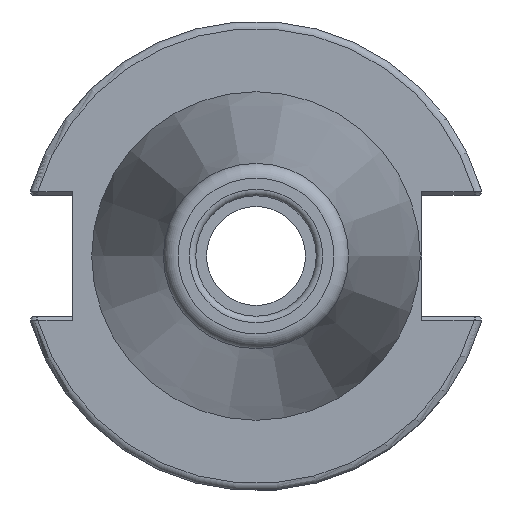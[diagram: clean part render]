
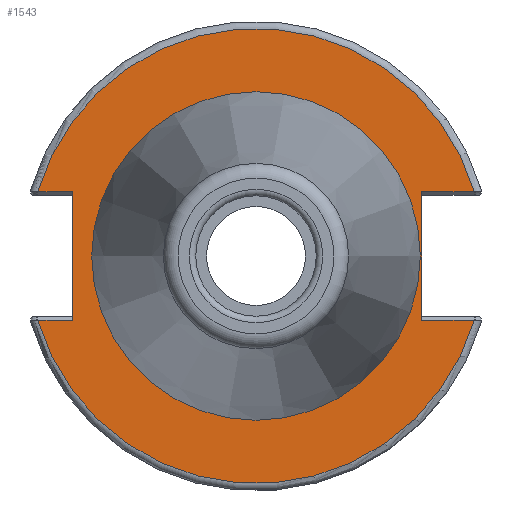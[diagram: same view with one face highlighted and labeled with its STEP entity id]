
A CAD part, left-side view. The second image highlights one B-rep face of the part: STEP entity #1543.
In plain terms, the highlighted planar face has unit normal (-1, 0, 0).
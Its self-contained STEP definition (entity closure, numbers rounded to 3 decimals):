
#15=FACE_BOUND('',#297,.T.);
#82=PLANE('',#1654);
#118=CIRCLE('',#1653,30.775);
#119=CIRCLE('',#1655,30.775);
#120=CIRCLE('',#1656,22.225);
#121=CIRCLE('',#1657,22.225);
#209=FACE_OUTER_BOUND('',#296,.T.);
#296=EDGE_LOOP('',(#1073,#1074,#1075,#1076,#1077,#1078,#1079,#1080));
#297=EDGE_LOOP('',(#1081,#1082));
#393=LINE('',#2408,#490);
#395=LINE('',#2476,#492);
#396=LINE('',#2478,#493);
#397=LINE('',#2482,#494);
#398=LINE('',#2484,#495);
#399=LINE('',#2485,#496);
#490=VECTOR('',#1822,10.);
#492=VECTOR('',#1840,10.);
#493=VECTOR('',#1841,10.);
#494=VECTOR('',#1844,10.);
#495=VECTOR('',#1845,10.);
#496=VECTOR('',#1846,10.);
#634=VERTEX_POINT('',#2401);
#637=VERTEX_POINT('',#2406);
#643=VERTEX_POINT('',#2454);
#645=VERTEX_POINT('',#2475);
#646=VERTEX_POINT('',#2477);
#647=VERTEX_POINT('',#2479);
#648=VERTEX_POINT('',#2481);
#649=VERTEX_POINT('',#2483);
#650=VERTEX_POINT('',#2486);
#651=VERTEX_POINT('',#2487);
#805=EDGE_CURVE('',#637,#634,#393,.T.);
#815=EDGE_CURVE('',#634,#643,#118,.T.);
#818=EDGE_CURVE('',#637,#645,#395,.T.);
#819=EDGE_CURVE('',#646,#645,#396,.T.);
#820=EDGE_CURVE('',#647,#646,#119,.T.);
#821=EDGE_CURVE('',#648,#647,#397,.T.);
#822=EDGE_CURVE('',#648,#649,#398,.T.);
#823=EDGE_CURVE('',#643,#649,#399,.T.);
#824=EDGE_CURVE('',#650,#651,#120,.T.);
#825=EDGE_CURVE('',#651,#650,#121,.T.);
#1073=ORIENTED_EDGE('',*,*,#805,.F.);
#1074=ORIENTED_EDGE('',*,*,#818,.T.);
#1075=ORIENTED_EDGE('',*,*,#819,.F.);
#1076=ORIENTED_EDGE('',*,*,#820,.F.);
#1077=ORIENTED_EDGE('',*,*,#821,.F.);
#1078=ORIENTED_EDGE('',*,*,#822,.T.);
#1079=ORIENTED_EDGE('',*,*,#823,.F.);
#1080=ORIENTED_EDGE('',*,*,#815,.F.);
#1081=ORIENTED_EDGE('',*,*,#824,.T.);
#1082=ORIENTED_EDGE('',*,*,#825,.T.);
#1543=ADVANCED_FACE('',(#209,#15),#82,.T.);
#1653=AXIS2_PLACEMENT_3D('',#2455,#1836,#1837);
#1654=AXIS2_PLACEMENT_3D('',#2474,#1838,#1839);
#1655=AXIS2_PLACEMENT_3D('',#2480,#1842,#1843);
#1656=AXIS2_PLACEMENT_3D('',#2488,#1847,#1848);
#1657=AXIS2_PLACEMENT_3D('',#2489,#1849,#1850);
#1822=DIRECTION('',(0.,-1.,0.));
#1836=DIRECTION('center_axis',(1.,0.,0.));
#1837=DIRECTION('ref_axis',(0.,0.,-1.));
#1838=DIRECTION('center_axis',(-1.,0.,0.));
#1839=DIRECTION('ref_axis',(0.,0.,1.));
#1840=DIRECTION('',(0.,0.,1.));
#1841=DIRECTION('',(0.,1.,0.));
#1842=DIRECTION('center_axis',(1.,0.,0.));
#1843=DIRECTION('ref_axis',(0.,0.,-1.));
#1844=DIRECTION('',(0.,1.,0.));
#1845=DIRECTION('',(0.,0.,-1.));
#1846=DIRECTION('',(0.,-1.,0.));
#1847=DIRECTION('center_axis',(1.,0.,0.));
#1848=DIRECTION('ref_axis',(0.,0.,-1.));
#1849=DIRECTION('center_axis',(1.,0.,0.));
#1850=DIRECTION('ref_axis',(0.,0.,-1.));
#2401=CARTESIAN_POINT('',(1.,-29.523,-8.69));
#2406=CARTESIAN_POINT('',(1.,-22.41,-8.69));
#2408=CARTESIAN_POINT('',(1.,-4.878,-8.69));
#2454=CARTESIAN_POINT('',(1.,29.523,-8.69));
#2455=CARTESIAN_POINT('Origin',(1.,0.,0.));
#2474=CARTESIAN_POINT('Origin',(1.,30.775,0.));
#2475=CARTESIAN_POINT('',(1.,-22.41,8.69));
#2476=CARTESIAN_POINT('',(1.,-22.41,-4.095));
#2477=CARTESIAN_POINT('',(1.,-29.523,8.69));
#2478=CARTESIAN_POINT('',(1.,4.182,8.69));
#2479=CARTESIAN_POINT('',(1.,29.523,8.69));
#2480=CARTESIAN_POINT('Origin',(1.,0.,0.));
#2481=CARTESIAN_POINT('',(1.,24.8,8.69));
#2482=CARTESIAN_POINT('',(1.,32.958,8.69));
#2483=CARTESIAN_POINT('',(1.,24.8,-8.69));
#2484=CARTESIAN_POINT('',(1.,24.8,4.095));
#2485=CARTESIAN_POINT('',(1.,27.788,-8.69));
#2486=CARTESIAN_POINT('',(1.,22.225,0.));
#2487=CARTESIAN_POINT('',(1.,-22.225,0.));
#2488=CARTESIAN_POINT('Origin',(1.,0.,
0.));
#2489=CARTESIAN_POINT('Origin',(1.,0.,
0.));
